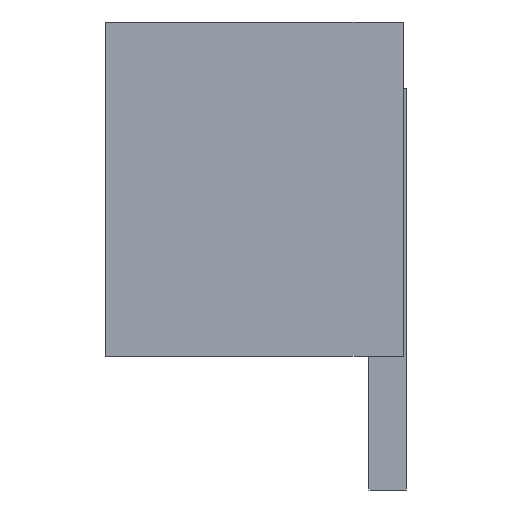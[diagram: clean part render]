
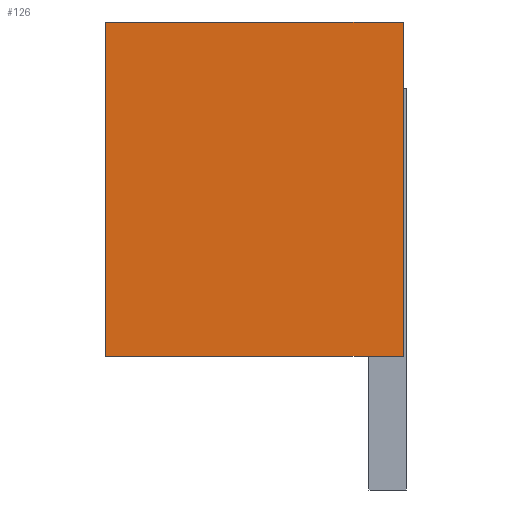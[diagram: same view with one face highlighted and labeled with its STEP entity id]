
A CAD part, left-side view. The second image highlights one B-rep face of the part: STEP entity #126.
In plain terms, the highlighted planar face has unit normal (-1, 0, 0).
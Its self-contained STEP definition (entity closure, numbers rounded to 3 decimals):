
#126=ADVANCED_FACE('',(#395),#396,.T.);
#395=FACE_OUTER_BOUND('',#761,.T.);
#396=PLANE('',#762);
#761=EDGE_LOOP('',(#1693,#1694,#1695,#1696));
#762=AXIS2_PLACEMENT_3D('',#1697,#1698,#1699);
#1693=ORIENTED_EDGE('',*,*,#2787,.T.);
#1694=ORIENTED_EDGE('',*,*,#2731,.T.);
#1695=ORIENTED_EDGE('',*,*,#2738,.F.);
#1696=ORIENTED_EDGE('',*,*,#2482,.F.);
#1697=CARTESIAN_POINT('',(-7.5,2.225,0.0));
#1698=DIRECTION('',(-1.0,0.0,0.0));
#1699=DIRECTION('',(0.0,0.0,1.0));
#2482=EDGE_CURVE('',#2978,#2980,#2981,.T.);
#2731=EDGE_CURVE('',#3419,#3417,#3420,.T.);
#2738=EDGE_CURVE('',#2980,#3417,#3431,.T.);
#2787=EDGE_CURVE('',#2978,#3419,#3510,.T.);
#2978=VERTEX_POINT('',#3802);
#2980=VERTEX_POINT('',#3805);
#2981=LINE('',#3806,#3807);
#3417=VERTEX_POINT('',#4490);
#3419=VERTEX_POINT('',#4493);
#3420=LINE('',#4494,#4495);
#3431=LINE('',#4512,#4513);
#3510=LINE('',#4640,#4641);
#3802=CARTESIAN_POINT('',(-7.5,2.225,0.0));
#3805=CARTESIAN_POINT('',(-7.5,-2.225,0.0));
#3806=CARTESIAN_POINT('',(-7.5,2.225,0.0));
#3807=VECTOR('',#5114,4.45);
#4490=CARTESIAN_POINT('',(-7.5,-2.225,-5.0));
#4493=CARTESIAN_POINT('',(-7.5,2.225,-5.0));
#4494=CARTESIAN_POINT('',(-7.5,2.225,-5.0));
#4495=VECTOR('',#5363,4.45);
#4512=CARTESIAN_POINT('',(-7.5,-2.225,0.0));
#4513=VECTOR('',#5370,5.0);
#4640=CARTESIAN_POINT('',(-7.5,2.225,0.0));
#4641=VECTOR('',#5419,5.0);
#5114=DIRECTION('',(0.0,-1.0,0.0));
#5363=DIRECTION('',(0.0,-1.0,0.0));
#5370=DIRECTION('',(0.0,0.0,-1.0));
#5419=DIRECTION('',(0.0,0.0,-1.0));
